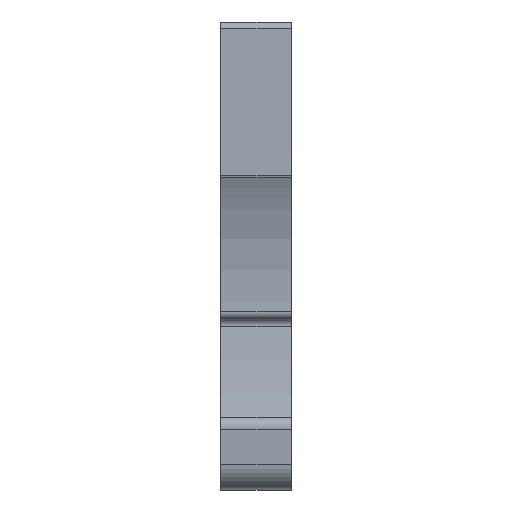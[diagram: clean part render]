
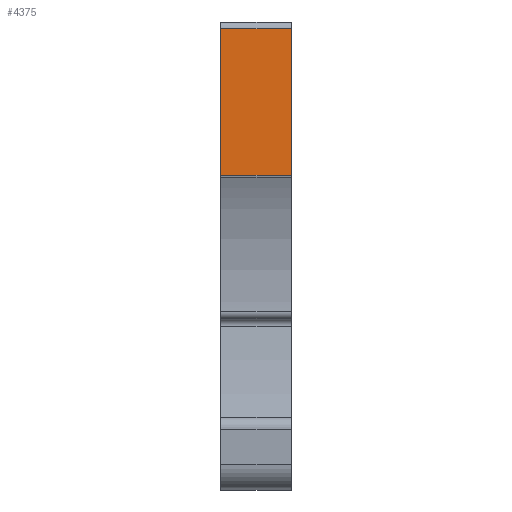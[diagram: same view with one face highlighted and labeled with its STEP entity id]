
A CAD part, front view. The second image highlights one B-rep face of the part: STEP entity #4375.
In plain terms, the highlighted planar face has unit normal (0, -1, 0).
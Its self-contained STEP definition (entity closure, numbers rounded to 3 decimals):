
#4348=AXIS2_PLACEMENT_3D('Plane Axis2P3D',#4345,#4346,#4347) ;
#4323=CARTESIAN_POINT('Vertex',(5.1,0.,22.911)) ;
#4326=CARTESIAN_POINT('Line Origine',(2.55,0.,22.911)) ;
#4330=CARTESIAN_POINT('Vertex',(0.,0.,22.911)) ;
#4345=CARTESIAN_POINT('Axis2P3D Location',(0.,0.,22.911)) ;
#4350=CARTESIAN_POINT('Line Origine',(5.1,0.,28.23)) ;
#4354=CARTESIAN_POINT('Vertex',(5.1,0.,33.55)) ;
#4357=CARTESIAN_POINT('Line Origine',(2.55,0.,33.55)) ;
#4361=CARTESIAN_POINT('Vertex',(0.,0.,33.55)) ;
#4364=CARTESIAN_POINT('Line Origine',(0.,0.,28.23)) ;
#4327=DIRECTION('Vector Direction',(-1.,0.,0.)) ;
#4346=DIRECTION('Axis2P3D Direction',(0.,1.,0.)) ;
#4347=DIRECTION('Axis2P3D XDirection',(0.,0.,1.)) ;
#4351=DIRECTION('Vector Direction',(0.,0.,1.)) ;
#4358=DIRECTION('Vector Direction',(1.,0.,0.)) ;
#4365=DIRECTION('Vector Direction',(0.,0.,1.)) ;
#4328=VECTOR('Line Direction',#4327,1.) ;
#4352=VECTOR('Line Direction',#4351,1.) ;
#4359=VECTOR('Line Direction',#4358,1.) ;
#4366=VECTOR('Line Direction',#4365,1.) ;
#4370=ORIENTED_EDGE('',*,*,#4356,.T.) ;
#4371=ORIENTED_EDGE('',*,*,#4363,.F.) ;
#4372=ORIENTED_EDGE('',*,*,#4368,.F.) ;
#4373=ORIENTED_EDGE('',*,*,#4332,.T.) ;
#4375=ADVANCED_FACE('KLTR ZT 2.5/4AN/4.1\\KLTR ZT2.5/4AN/4',(#4374),#4349,.F.) ;
#4332=EDGE_CURVE('',#4331,#4324,#4329,.F.) ;
#4356=EDGE_CURVE('',#4324,#4355,#4353,.T.) ;
#4363=EDGE_CURVE('',#4362,#4355,#4360,.T.) ;
#4368=EDGE_CURVE('',#4331,#4362,#4367,.T.) ;
#4369=EDGE_LOOP('',(#4370,#4371,#4372,#4373)) ;
#4374=FACE_OUTER_BOUND('',#4369,.T.) ;
#4329=LINE('Line',#4326,#4328) ;
#4353=LINE('Line',#4350,#4352) ;
#4360=LINE('Line',#4357,#4359) ;
#4367=LINE('Line',#4364,#4366) ;
#4349=PLANE('',#4348) ;
#4324=VERTEX_POINT('',#4323) ;
#4331=VERTEX_POINT('',#4330) ;
#4355=VERTEX_POINT('',#4354) ;
#4362=VERTEX_POINT('',#4361) ;
